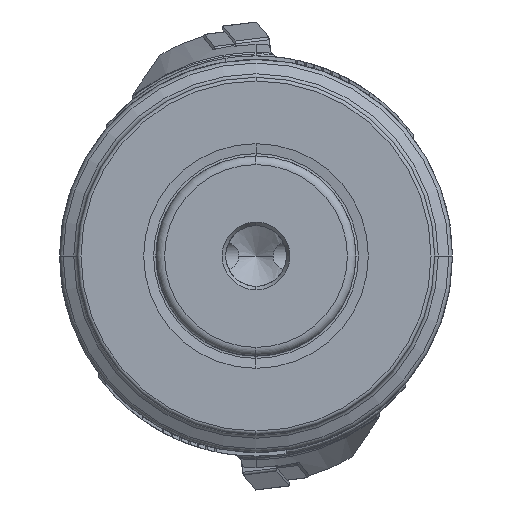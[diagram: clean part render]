
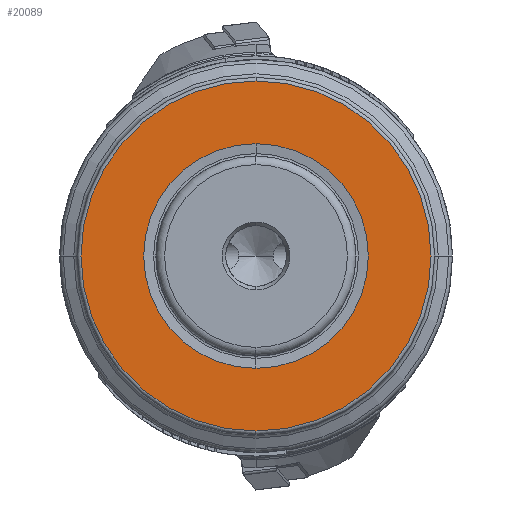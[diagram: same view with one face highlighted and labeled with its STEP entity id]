
A CAD part, left-side view. The second image highlights one B-rep face of the part: STEP entity #20089.
In plain terms, the highlighted planar face has unit normal (-1, 0, 0).
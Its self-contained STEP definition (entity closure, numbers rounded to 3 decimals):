
#1762 = FACE_OUTER_BOUND ( 'NONE', #26016, .T. ) ;
#1764 = FACE_BOUND ( 'NONE', #26027, .T. ) ;
#4276 = CARTESIAN_POINT ( 'NONE',  ( 0., 15.715, 0. ) ) ;
#4282 = PLANE ( 'NONE',  #4664 ) ;
#4284 = DIRECTION ( 'NONE',  ( 1., 0., 0. ) ) ;
#4285 = DIRECTION ( 'NONE',  ( 0., 0., -1. ) ) ;
#4664 = AXIS2_PLACEMENT_3D ( 'NONE', #4276, #4284, #4285 ) ;
#5098 = AXIS2_PLACEMENT_3D ( 'NONE', #8890, #8891, #8892 ) ;
#5101 = AXIS2_PLACEMENT_3D ( 'NONE', #8901, #8902, #8903 ) ;
#5168 = AXIS2_PLACEMENT_3D ( 'NONE', #11766, #11767, #11768 ) ;
#5169 = AXIS2_PLACEMENT_3D ( 'NONE', #11769, #11770, #11771 ) ;
#8890 = CARTESIAN_POINT ( 'NONE',  ( 0., 0., 0. ) ) ;
#8891 = DIRECTION ( 'NONE',  ( -1., 0., 0. ) ) ;
#8892 = DIRECTION ( 'NONE',  ( 0., 0., 1. ) ) ;
#8901 = CARTESIAN_POINT ( 'NONE',  ( 0., 0., 0. ) ) ;
#8902 = DIRECTION ( 'NONE',  ( -1., 0., 0. ) ) ;
#8903 = DIRECTION ( 'NONE',  ( 0., 0., 1. ) ) ;
#9395 = CIRCLE ( 'NONE', #5098, 24.5 ) ;
#9398 = CIRCLE ( 'NONE', #5101, 15.715 ) ;
#9597 = CIRCLE ( 'NONE', #5168, 15.715 ) ;
#9598 = CIRCLE ( 'NONE', #5169, 24.5 ) ;
#11766 = CARTESIAN_POINT ( 'NONE',  ( 0., 0., 0. ) ) ;
#11767 = DIRECTION ( 'NONE',  ( -1., 0., 0. ) ) ;
#11768 = DIRECTION ( 'NONE',  ( 0., 0., 1. ) ) ;
#11769 = CARTESIAN_POINT ( 'NONE',  ( 0., 0., 0. ) ) ;
#11770 = DIRECTION ( 'NONE',  ( -1., 0., 0. ) ) ;
#11771 = DIRECTION ( 'NONE',  ( 0., 0., 1. ) ) ;
#18109 = CARTESIAN_POINT ( 'NONE',  ( 0., 0., -24.5 ) ) ;
#18110 = CARTESIAN_POINT ( 'NONE',  ( 0., 0., 24.5 ) ) ;
#18114 = CARTESIAN_POINT ( 'NONE',  ( 0., 0., -15.715 ) ) ;
#18115 = CARTESIAN_POINT ( 'NONE',  ( 0., 0., 15.715 ) ) ;
#20089 = ADVANCED_FACE ( 'NONE', ( #1764, #1762 ), #4282, .F. ) ;
#22392 = EDGE_CURVE ( 'NONE', #25602, #25601, #9395, .T. ) ;
#22396 = EDGE_CURVE ( 'NONE', #25606, #25607, #9398, .T. ) ;
#22745 = EDGE_CURVE ( 'NONE', #25607, #25606, #9597, .T. ) ;
#22746 = EDGE_CURVE ( 'NONE', #25601, #25602, #9598, .T. ) ;
#24989 = ORIENTED_EDGE ( 'NONE', *, *, #22745, .F. ) ;
#24990 = ORIENTED_EDGE ( 'NONE', *, *, #22396, .F. ) ;
#24991 = ORIENTED_EDGE ( 'NONE', *, *, #22392, .T. ) ;
#24992 = ORIENTED_EDGE ( 'NONE', *, *, #22746, .T. ) ;
#25601 = VERTEX_POINT ( 'NONE', #18109 ) ;
#25602 = VERTEX_POINT ( 'NONE', #18110 ) ;
#25606 = VERTEX_POINT ( 'NONE', #18114 ) ;
#25607 = VERTEX_POINT ( 'NONE', #18115 ) ;
#26016 = EDGE_LOOP ( 'NONE', ( #24991, #24992 ) ) ;
#26027 = EDGE_LOOP ( 'NONE', ( #24989, #24990 ) ) ;
